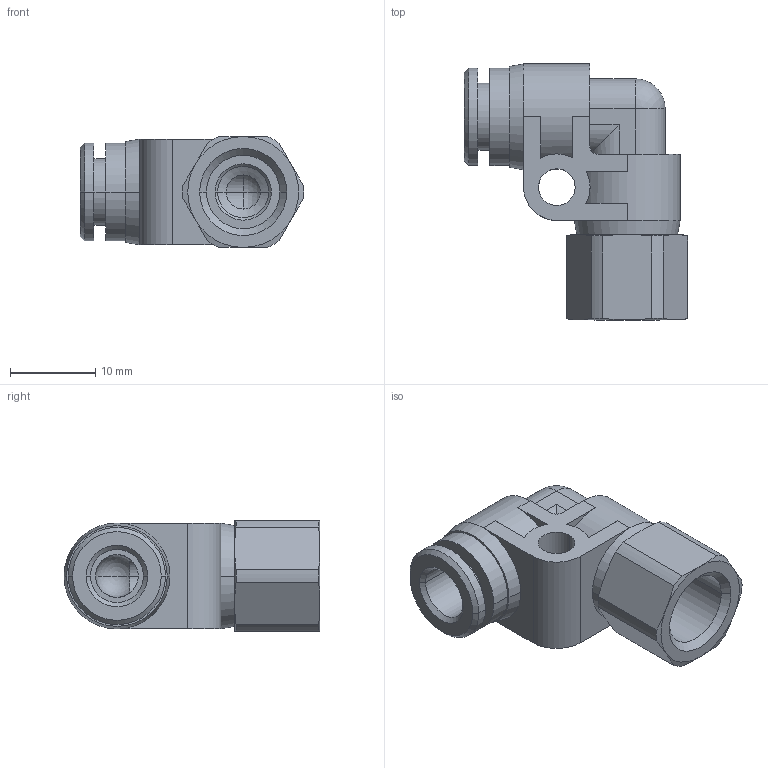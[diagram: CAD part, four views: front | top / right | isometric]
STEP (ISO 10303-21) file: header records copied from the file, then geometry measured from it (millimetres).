
FILE_DESCRIPTION((''),'2;1');
FILE_NAME('343212B_979P-6-1-8','2007-04-05T',('konstruktion'),(''),'PRO/ENGINEER BY PARAMETRIC TECHNOLOGY CORPORATION, 2006300','PRO/ENGINEER BY PARAMETRIC TECHNOLOGY CORPORATION, 2006300','');
FILE_SCHEMA(('CONFIG_CONTROL_DESIGN'));
Length unit declared in the file: millimetre
Products named in the file (1): 343212B_979P-6-1-8
Bounding box: 26.2 x 30 x 13 mm (x, y, z)
Volume: 3841.5 mm3; surface area: 3116.2 mm2
Topology: 1 solids, 1 shells, 104 faces, 254 edges, 156 vertices
Faces by surface type: cylinder 42, plane 32, cone 26, sphere 4
Entity records: 3213 total; most frequent: CARTESIAN_POINT 709, DIRECTION 538, ORIENTED_EDGE 504, EDGE_CURVE 252, AXIS2_PLACEMENT_3D 218, VERTEX_POINT 156, EDGE_LOOP 114, CIRCLE 114
